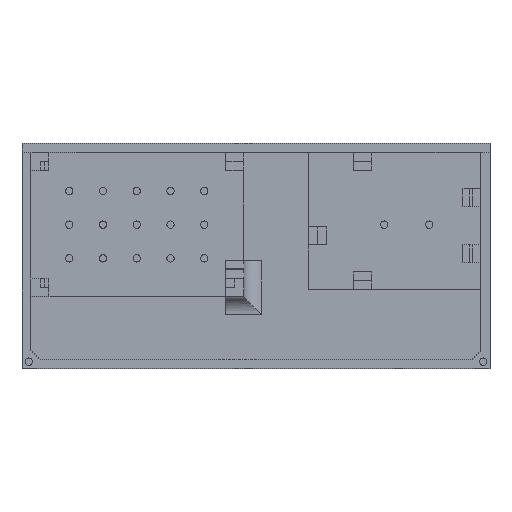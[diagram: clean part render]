
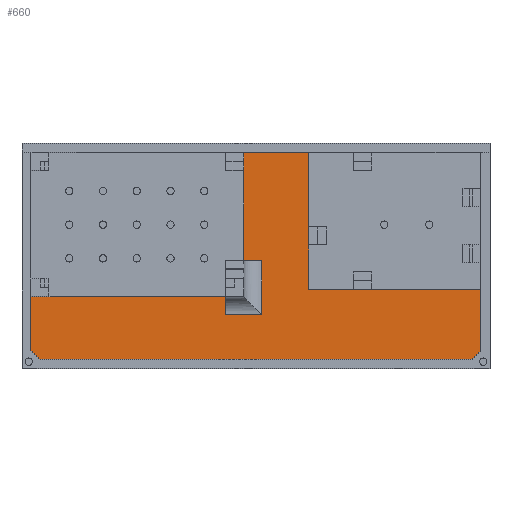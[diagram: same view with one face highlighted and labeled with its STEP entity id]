
A CAD part, top view. The second image highlights one B-rep face of the part: STEP entity #660.
In plain terms, the highlighted planar face has unit normal (0, 0, 1).
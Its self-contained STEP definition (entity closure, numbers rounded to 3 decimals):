
#117 = VERTEX_POINT('',#118);
#118 = CARTESIAN_POINT('',(90.5,32.,4.));
#155 = EDGE_CURVE('',#117,#156,#158,.T.);
#156 = VERTEX_POINT('',#157);
#157 = CARTESIAN_POINT('',(12.,32.,4.));
#158 = LINE('',#159,#160);
#159 = CARTESIAN_POINT('',(98.5,32.,4.));
#160 = VECTOR('',#161,1.);
#161 = DIRECTION('',(-1.,0.,0.));
#166 = VERTEX_POINT('',#167);
#167 = CARTESIAN_POINT('',(98.5,48.,4.));
#173 = EDGE_CURVE('',#174,#166,#176,.T.);
#174 = VERTEX_POINT('',#175);
#175 = CARTESIAN_POINT('',(98.5,88.,4.));
#176 = LINE('',#177,#178);
#177 = CARTESIAN_POINT('',(98.5,96.,4.));
#178 = VECTOR('',#179,1.);
#179 = DIRECTION('',(0.,-1.,0.));
#427 = VERTEX_POINT('',#428);
#428 = CARTESIAN_POINT('',(106.5,48.,4.));
#435 = EDGE_CURVE('',#166,#427,#436,.T.);
#436 = LINE('',#437,#438);
#437 = CARTESIAN_POINT('',(97.25,48.,4.));
#438 = VECTOR('',#439,1.);
#439 = DIRECTION('',(1.,0.,0.));
#641 = VERTEX_POINT('',#642);
#642 = CARTESIAN_POINT('',(90.5,24.,4.));
#650 = EDGE_CURVE('',#117,#641,#651,.T.);
#651 = LINE('',#652,#653);
#652 = CARTESIAN_POINT('',(90.5,41.,4.));
#653 = VECTOR('',#654,1.);
#654 = DIRECTION('',(0.,-1.,0.));
#660 = ADVANCED_FACE('',(#661),#791,.T.);
#661 = FACE_BOUND('',#662,.T.);
#662 = EDGE_LOOP('',(#663,#673,#681,#689,#697,#705,#713,#721,#729,#737,
    #745,#751,#752,#753,#761,#767,#768,#769,#777,#785));
#663 = ORIENTED_EDGE('',*,*,#664,.F.);
#664 = EDGE_CURVE('',#665,#667,#669,.T.);
#665 = VERTEX_POINT('',#666);
#666 = CARTESIAN_POINT('',(200.,4.,4.));
#667 = VERTEX_POINT('',#668);
#668 = CARTESIAN_POINT('',(8.,4.,4.));
#669 = LINE('',#670,#671);
#670 = CARTESIAN_POINT('',(200.,4.,4.));
#671 = VECTOR('',#672,1.);
#672 = DIRECTION('',(-1.,0.,0.));
#673 = ORIENTED_EDGE('',*,*,#674,.T.);
#674 = EDGE_CURVE('',#665,#675,#677,.T.);
#675 = VERTEX_POINT('',#676);
#676 = CARTESIAN_POINT('',(204.,8.,4.));
#677 = LINE('',#678,#679);
#678 = CARTESIAN_POINT('',(200.,4.,4.));
#679 = VECTOR('',#680,1.);
#680 = DIRECTION('',(0.707,0.707,0.));
#681 = ORIENTED_EDGE('',*,*,#682,.F.);
#682 = EDGE_CURVE('',#683,#675,#685,.T.);
#683 = VERTEX_POINT('',#684);
#684 = CARTESIAN_POINT('',(204.,35.,4.));
#685 = LINE('',#686,#687);
#686 = CARTESIAN_POINT('',(204.,96.,4.));
#687 = VECTOR('',#688,1.);
#688 = DIRECTION('',(0.,-1.,0.));
#689 = ORIENTED_EDGE('',*,*,#690,.F.);
#690 = EDGE_CURVE('',#691,#683,#693,.T.);
#691 = VERTEX_POINT('',#692);
#692 = CARTESIAN_POINT('',(155.5,35.,4.));
#693 = LINE('',#694,#695);
#694 = CARTESIAN_POINT('',(127.5,35.,4.));
#695 = VECTOR('',#696,1.);
#696 = DIRECTION('',(1.,0.,0.));
#697 = ORIENTED_EDGE('',*,*,#698,.T.);
#698 = EDGE_CURVE('',#691,#699,#701,.T.);
#699 = VERTEX_POINT('',#700);
#700 = CARTESIAN_POINT('',(147.5,35.,4.));
#701 = LINE('',#702,#703);
#702 = CARTESIAN_POINT('',(155.5,35.,4.));
#703 = VECTOR('',#704,1.);
#704 = DIRECTION('',(-1.,0.,0.));
#705 = ORIENTED_EDGE('',*,*,#706,.F.);
#706 = EDGE_CURVE('',#707,#699,#709,.T.);
#707 = VERTEX_POINT('',#708);
#708 = CARTESIAN_POINT('',(127.5,35.,4.));
#709 = LINE('',#710,#711);
#710 = CARTESIAN_POINT('',(127.5,35.,4.));
#711 = VECTOR('',#712,1.);
#712 = DIRECTION('',(1.,0.,0.));
#713 = ORIENTED_EDGE('',*,*,#714,.F.);
#714 = EDGE_CURVE('',#715,#707,#717,.T.);
#715 = VERTEX_POINT('',#716);
#716 = CARTESIAN_POINT('',(127.5,55.,4.));
#717 = LINE('',#718,#719);
#718 = CARTESIAN_POINT('',(127.5,96.,4.));
#719 = VECTOR('',#720,1.);
#720 = DIRECTION('',(0.,-1.,0.));
#721 = ORIENTED_EDGE('',*,*,#722,.F.);
#722 = EDGE_CURVE('',#723,#715,#725,.T.);
#723 = VERTEX_POINT('',#724);
#724 = CARTESIAN_POINT('',(127.5,63.,4.));
#725 = LINE('',#726,#727);
#726 = CARTESIAN_POINT('',(127.5,63.,4.));
#727 = VECTOR('',#728,1.);
#728 = DIRECTION('',(0.,-1.,0.));
#729 = ORIENTED_EDGE('',*,*,#730,.F.);
#730 = EDGE_CURVE('',#731,#723,#733,.T.);
#731 = VERTEX_POINT('',#732);
#732 = CARTESIAN_POINT('',(127.5,96.,4.));
#733 = LINE('',#734,#735);
#734 = CARTESIAN_POINT('',(127.5,96.,4.));
#735 = VECTOR('',#736,1.);
#736 = DIRECTION('',(0.,-1.,0.));
#737 = ORIENTED_EDGE('',*,*,#738,.F.);
#738 = EDGE_CURVE('',#739,#731,#741,.T.);
#739 = VERTEX_POINT('',#740);
#740 = CARTESIAN_POINT('',(98.5,96.,4.));
#741 = LINE('',#742,#743);
#742 = CARTESIAN_POINT('',(4.,96.,4.));
#743 = VECTOR('',#744,1.);
#744 = DIRECTION('',(1.,0.,0.));
#745 = ORIENTED_EDGE('',*,*,#746,.T.);
#746 = EDGE_CURVE('',#739,#174,#747,.T.);
#747 = LINE('',#748,#749);
#748 = CARTESIAN_POINT('',(98.5,96.,4.));
#749 = VECTOR('',#750,1.);
#750 = DIRECTION('',(0.,-1.,0.));
#751 = ORIENTED_EDGE('',*,*,#173,.T.);
#752 = ORIENTED_EDGE('',*,*,#435,.T.);
#753 = ORIENTED_EDGE('',*,*,#754,.T.);
#754 = EDGE_CURVE('',#427,#755,#757,.T.);
#755 = VERTEX_POINT('',#756);
#756 = CARTESIAN_POINT('',(106.5,24.,4.));
#757 = LINE('',#758,#759);
#758 = CARTESIAN_POINT('',(106.5,48.,4.));
#759 = VECTOR('',#760,1.);
#760 = DIRECTION('',(0.,-1.,0.));
#761 = ORIENTED_EDGE('',*,*,#762,.T.);
#762 = EDGE_CURVE('',#755,#641,#763,.T.);
#763 = LINE('',#764,#765);
#764 = CARTESIAN_POINT('',(98.5,24.,4.));
#765 = VECTOR('',#766,1.);
#766 = DIRECTION('',(-1.,0.,0.));
#767 = ORIENTED_EDGE('',*,*,#650,.F.);
#768 = ORIENTED_EDGE('',*,*,#155,.T.);
#769 = ORIENTED_EDGE('',*,*,#770,.T.);
#770 = EDGE_CURVE('',#156,#771,#773,.T.);
#771 = VERTEX_POINT('',#772);
#772 = CARTESIAN_POINT('',(4.,32.,4.));
#773 = LINE('',#774,#775);
#774 = CARTESIAN_POINT('',(98.5,32.,4.));
#775 = VECTOR('',#776,1.);
#776 = DIRECTION('',(-1.,0.,0.));
#777 = ORIENTED_EDGE('',*,*,#778,.F.);
#778 = EDGE_CURVE('',#779,#771,#781,.T.);
#779 = VERTEX_POINT('',#780);
#780 = CARTESIAN_POINT('',(4.,8.,4.));
#781 = LINE('',#782,#783);
#782 = CARTESIAN_POINT('',(4.,8.,4.));
#783 = VECTOR('',#784,1.);
#784 = DIRECTION('',(0.,1.,0.));
#785 = ORIENTED_EDGE('',*,*,#786,.F.);
#786 = EDGE_CURVE('',#667,#779,#787,.T.);
#787 = LINE('',#788,#789);
#788 = CARTESIAN_POINT('',(8.,4.,4.));
#789 = VECTOR('',#790,1.);
#790 = DIRECTION('',(-0.707,0.707,0.));
#791 = PLANE('',#792);
#792 = AXIS2_PLACEMENT_3D('',#793,#794,#795);
#793 = CARTESIAN_POINT('',(104.,50.384,4.));
#794 = DIRECTION('',(0.,0.,1.));
#795 = DIRECTION('',(1.,0.,0.));
